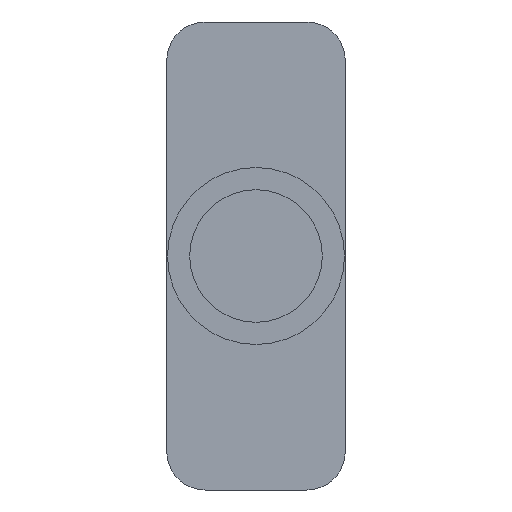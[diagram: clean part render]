
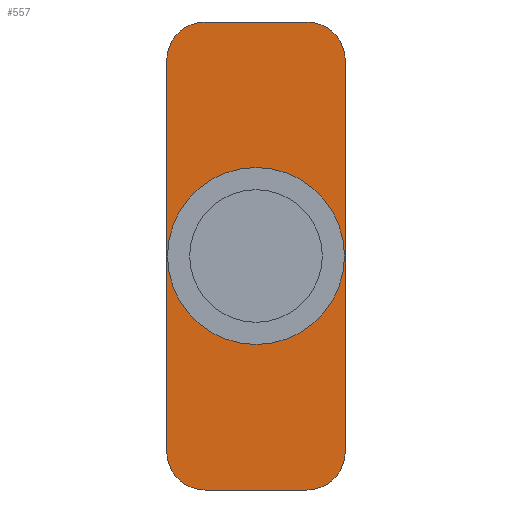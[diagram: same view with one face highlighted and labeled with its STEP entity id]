
A CAD part, front view. The second image highlights one B-rep face of the part: STEP entity #557.
In plain terms, the highlighted planar face has unit normal (0, -1, 0).
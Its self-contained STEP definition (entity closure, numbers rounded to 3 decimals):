
#53=PLANE('',#619);
#82=FACE_OUTER_BOUND('',#119,.T.);
#119=EDGE_LOOP('',(#444,#445,#446,#447,#448,#449,#450,#451));
#162=LINE('',#859,#214);
#167=LINE('',#873,#219);
#170=LINE('',#892,#222);
#171=LINE('',#894,#223);
#214=VECTOR('',#683,10.);
#219=VECTOR('',#698,10.);
#222=VECTOR('',#723,10.);
#223=VECTOR('',#726,10.);
#250=CIRCLE('',#595,1.3);
#255=CIRCLE('',#603,1.3);
#256=CIRCLE('',#605,1.3);
#257=CIRCLE('',#608,1.3);
#270=VERTEX_POINT('',#815);
#271=VERTEX_POINT('',#816);
#290=VERTEX_POINT('',#858);
#291=VERTEX_POINT('',#862);
#292=VERTEX_POINT('',#866);
#293=VERTEX_POINT('',#867);
#294=VERTEX_POINT('',#872);
#295=VERTEX_POINT('',#876);
#318=EDGE_CURVE('',#270,#271,#250,.T.);
#339=EDGE_CURVE('',#290,#271,#162,.T.);
#341=EDGE_CURVE('',#290,#291,#255,.T.);
#343=EDGE_CURVE('',#292,#293,#256,.T.);
#346=EDGE_CURVE('',#294,#293,#167,.T.);
#348=EDGE_CURVE('',#294,#295,#257,.T.);
#354=EDGE_CURVE('',#270,#295,#170,.T.);
#355=EDGE_CURVE('',#292,#291,#171,.T.);
#444=ORIENTED_EDGE('',*,*,#318,.F.);
#445=ORIENTED_EDGE('',*,*,#354,.T.);
#446=ORIENTED_EDGE('',*,*,#348,.F.);
#447=ORIENTED_EDGE('',*,*,#346,.T.);
#448=ORIENTED_EDGE('',*,*,#343,.F.);
#449=ORIENTED_EDGE('',*,*,#355,.T.);
#450=ORIENTED_EDGE('',*,*,#341,.F.);
#451=ORIENTED_EDGE('',*,*,#339,.T.);
#557=ADVANCED_FACE('',(#82),#53,.T.);
#595=AXIS2_PLACEMENT_3D('',#817,#653,#654);
#603=AXIS2_PLACEMENT_3D('',#863,#687,#688);
#605=AXIS2_PLACEMENT_3D('',#868,#692,#693);
#608=AXIS2_PLACEMENT_3D('',#877,#702,#703);
#619=AXIS2_PLACEMENT_3D('',#895,#727,#728);
#653=DIRECTION('center_axis',(0.,1.,0.));
#654=DIRECTION('ref_axis',(-0.707,0.,-0.707));
#683=DIRECTION('',(0.,0.,-1.));
#687=DIRECTION('center_axis',(0.,1.,0.));
#688=DIRECTION('ref_axis',(-0.707,0.,0.707));
#692=DIRECTION('center_axis',(0.,1.,0.));
#693=DIRECTION('ref_axis',(0.707,0.,0.707));
#698=DIRECTION('',(0.,0.,1.));
#702=DIRECTION('center_axis',(0.,1.,0.));
#703=DIRECTION('ref_axis',(0.707,0.,-0.707));
#723=DIRECTION('',(1.,0.,0.));
#726=DIRECTION('',(-1.,0.,0.));
#727=DIRECTION('center_axis',(0.,-1.,0.));
#728=DIRECTION('ref_axis',(0.,0.,-1.));
#815=CARTESIAN_POINT('',(-1.964,-24.2,-8.11));
#816=CARTESIAN_POINT('',(-3.264,-24.2,-6.81));
#817=CARTESIAN_POINT('Origin',(-1.964,-24.2,-6.81));
#858=CARTESIAN_POINT('',(-3.264,-24.2,6.46));
#859=CARTESIAN_POINT('',(-3.264,-24.2,3.793));
#862=CARTESIAN_POINT('',(-1.964,-24.2,7.76));
#863=CARTESIAN_POINT('Origin',(-1.964,-24.2,6.46));
#866=CARTESIAN_POINT('',(1.486,-24.2,7.76));
#867=CARTESIAN_POINT('',(2.786,-24.2,6.46));
#868=CARTESIAN_POINT('Origin',(1.486,-24.2,6.46));
#872=CARTESIAN_POINT('',(2.786,-24.2,-6.81));
#873=CARTESIAN_POINT('',(2.786,-24.2,-4.142));
#876=CARTESIAN_POINT('',(1.486,-24.2,-8.11));
#877=CARTESIAN_POINT('Origin',(1.486,-24.2,-6.81));
#892=CARTESIAN_POINT('',(-1.752,-24.2,-8.11));
#894=CARTESIAN_POINT('',(1.273,-24.2,7.76));
#895=CARTESIAN_POINT('Origin',(-0.239,-24.2,-0.175));
